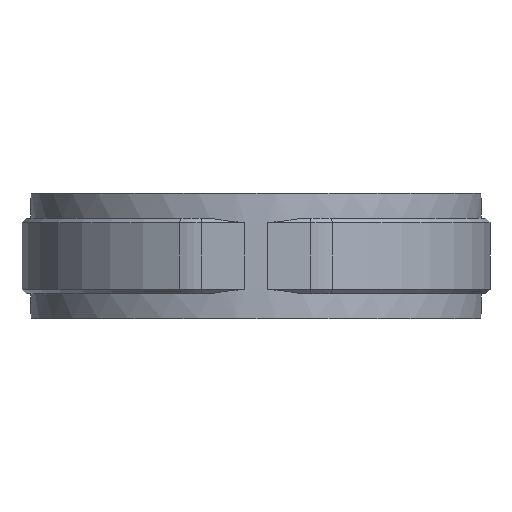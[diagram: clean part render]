
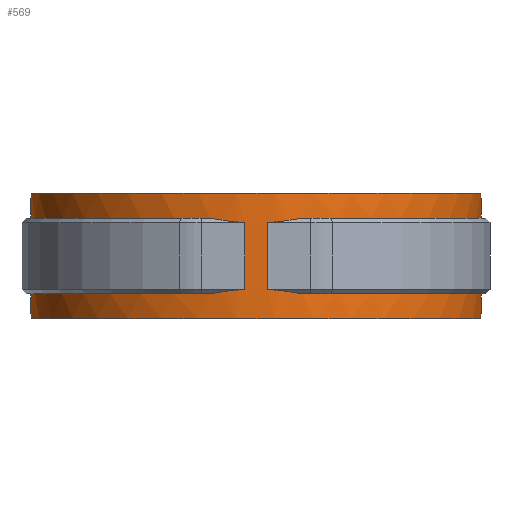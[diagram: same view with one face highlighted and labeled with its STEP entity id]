
A CAD part, front view. The second image highlights one B-rep face of the part: STEP entity #569.
In plain terms, the highlighted cylindrical face has radius 50.5 mm (diameter 101 mm), a partial arc.
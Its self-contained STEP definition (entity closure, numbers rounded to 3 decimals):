
#569 = ADVANCED_FACE( '', ( #1050 ), #1051, .T. );
#1050 = FACE_OUTER_BOUND( '', #2383, .T. );
#1051 = CYLINDRICAL_SURFACE( '', #2384, 50.5 );
#2383 = EDGE_LOOP( '', ( #5144, #5145, #5146, #5147, #5148, #5149, #5150, #5151, #5152, #5153, #5154, #5155, #5156, #5157, #5158, #5159 ) );
#2384 = AXIS2_PLACEMENT_3D( '', #5160, #5161, #5162 );
#5144 = ORIENTED_EDGE( '', *, *, #7705, .F. );
#5145 = ORIENTED_EDGE( '', *, *, #7706, .T. );
#5146 = ORIENTED_EDGE( '', *, *, #7707, .T. );
#5147 = ORIENTED_EDGE( '', *, *, #7708, .T. );
#5148 = ORIENTED_EDGE( '', *, *, #7709, .T. );
#5149 = ORIENTED_EDGE( '', *, *, #7710, .T. );
#5150 = ORIENTED_EDGE( '', *, *, #7697, .T. );
#5151 = ORIENTED_EDGE( '', *, *, #7672, .F. );
#5152 = ORIENTED_EDGE( '', *, *, #7711, .T. );
#5153 = ORIENTED_EDGE( '', *, *, #7685, .T. );
#5154 = ORIENTED_EDGE( '', *, *, #7712, .T. );
#5155 = ORIENTED_EDGE( '', *, *, #7688, .T. );
#5156 = ORIENTED_EDGE( '', *, *, #7713, .F. );
#5157 = ORIENTED_EDGE( '', *, *, #7675, .F. );
#5158 = ORIENTED_EDGE( '', *, *, #7655, .F. );
#5159 = ORIENTED_EDGE( '', *, *, #7714, .T. );
#5160 = CARTESIAN_POINT( '', ( 0., 0., -14. ) );
#5161 = DIRECTION( '', ( 0., 0., -1. ) );
#5162 = DIRECTION( '', ( -0.141, 0.99, 0. ) );
#7655 = EDGE_CURVE( '', #8904, #8906, #8907, .T. );
#7672 = EDGE_CURVE( '', #8931, #8933, #8934, .T. );
#7675 = EDGE_CURVE( '', #8906, #8923, #8938, .T. );
#7685 = EDGE_CURVE( '', #8956, #8954, #8957, .F. );
#7688 = EDGE_CURVE( '', #8961, #8959, #8962, .T. );
#7697 = EDGE_CURVE( '', #8974, #8933, #8975, .T. );
#7705 = EDGE_CURVE( '', #8984, #8985, #8986, .T. );
#7706 = EDGE_CURVE( '', #8984, #8987, #8988, .T. );
#7707 = EDGE_CURVE( '', #8987, #8989, #8990, .T. );
#7708 = EDGE_CURVE( '', #8989, #8991, #8992, .F. );
#7709 = EDGE_CURVE( '', #8991, #8993, #8994, .T. );
#7710 = EDGE_CURVE( '', #8993, #8974, #8995, .T. );
#7711 = EDGE_CURVE( '', #8931, #8956, #8996, .T. );
#7712 = EDGE_CURVE( '', #8954, #8961, #8997, .F. );
#7713 = EDGE_CURVE( '', #8923, #8959, #8998, .T. );
#7714 = EDGE_CURVE( '', #8904, #8985, #8999, .T. );
#8904 = VERTEX_POINT( '', #12730 );
#8906 = VERTEX_POINT( '', #12733 );
#8907 = CIRCLE( '', #12734, 50.5 );
#8923 = VERTEX_POINT( '', #12760 );
#8931 = VERTEX_POINT( '', #12776 );
#8933 = VERTEX_POINT( '', #12779 );
#8934 = LINE( '', #12780, #12781 );
#8938 = LINE( '', #12787, #12788 );
#8954 = VERTEX_POINT( '', #12808 );
#8956 = VERTEX_POINT( '', #12811 );
#8957 = ELLIPSE( '', #12812, 71.418, 50.5 );
#8959 = VERTEX_POINT( '', #12815 );
#8961 = VERTEX_POINT( '', #12818 );
#8962 = ELLIPSE( '', #12819, 71.418, 50.5 );
#8974 = VERTEX_POINT( '', #12839 );
#8975 = CIRCLE( '', #12840, 50.5 );
#8984 = VERTEX_POINT( '', #12855 );
#8985 = VERTEX_POINT( '', #12856 );
#8986 = CIRCLE( '', #12857, 50.5 );
#8987 = VERTEX_POINT( '', #12858 );
#8988 = ELLIPSE( '', #12859, 71.418, 50.5 );
#8989 = VERTEX_POINT( '', #12860 );
#8990 = LINE( '', #12861, #12862 );
#8991 = VERTEX_POINT( '', #12863 );
#8992 = ELLIPSE( '', #12864, 71.418, 50.5 );
#8993 = VERTEX_POINT( '', #12865 );
#8994 = CIRCLE( '', #12866, 50.5 );
#8995 = LINE( '', #12867, #12868 );
#8996 = CIRCLE( '', #12869, 50.5 );
#8997 = LINE( '', #12870, #12871 );
#8998 = CIRCLE( '', #12872, 50.5 );
#8999 = LINE( '', #12873, #12874 );
#12730 = CARTESIAN_POINT( '', ( 6., 50.142, -14. ) );
#12733 = CARTESIAN_POINT( '', ( -6., 50.142, -14. ) );
#12734 = AXIS2_PLACEMENT_3D( '', #14775, #14776, #14777 );
#12760 = CARTESIAN_POINT( '', ( -6., 50.142, -8.5 ) );
#12776 = CARTESIAN_POINT( '', ( -6., 50.142, 8.5 ) );
#12779 = CARTESIAN_POINT( '', ( -6., 50.142, 14. ) );
#12780 = CARTESIAN_POINT( '', ( -6., 50.142, -14. ) );
#12781 = VECTOR( '', #14794, 1000. );
#12787 = CARTESIAN_POINT( '', ( -6., 50.142, -14. ) );
#12788 = VECTOR( '', #14797, 1000. );
#12808 = CARTESIAN_POINT( '', ( -2.5, -50.438, 7.502 ) );
#12811 = CARTESIAN_POINT( '', ( -10.293, -49.44, 8.5 ) );
#12812 = AXIS2_PLACEMENT_3D( '', #14815, #14816, #14817 );
#12815 = CARTESIAN_POINT( '', ( -10.293, -49.44, -8.5 ) );
#12818 = CARTESIAN_POINT( '', ( -2.5, -50.438, -7.502 ) );
#12819 = AXIS2_PLACEMENT_3D( '', #14820, #14821, #14822 );
#12839 = CARTESIAN_POINT( '', ( 6., 50.142, 14. ) );
#12840 = AXIS2_PLACEMENT_3D( '', #14831, #14832, #14833 );
#12855 = CARTESIAN_POINT( '', ( 10.293, -49.44, -8.5 ) );
#12856 = CARTESIAN_POINT( '', ( 6., 50.142, -8.5 ) );
#12857 = AXIS2_PLACEMENT_3D( '', #14843, #14844, #14845 );
#12858 = CARTESIAN_POINT( '', ( 2.5, -50.438, -7.502 ) );
#12859 = AXIS2_PLACEMENT_3D( '', #14846, #14847, #14848 );
#12860 = CARTESIAN_POINT( '', ( 2.5, -50.438, 7.502 ) );
#12861 = CARTESIAN_POINT( '', ( 2.5, -50.438, -14. ) );
#12862 = VECTOR( '', #14849, 1000. );
#12863 = CARTESIAN_POINT( '', ( 10.293, -49.44, 8.5 ) );
#12864 = AXIS2_PLACEMENT_3D( '', #14850, #14851, #14852 );
#12865 = CARTESIAN_POINT( '', ( 6., 50.142, 8.5 ) );
#12866 = AXIS2_PLACEMENT_3D( '', #14853, #14854, #14855 );
#12867 = CARTESIAN_POINT( '', ( 6., 50.142, -14. ) );
#12868 = VECTOR( '', #14856, 1000. );
#12869 = AXIS2_PLACEMENT_3D( '', #14857, #14858, #14859 );
#12870 = CARTESIAN_POINT( '', ( -2.5, -50.438, -14. ) );
#12871 = VECTOR( '', #14860, 1000. );
#12872 = AXIS2_PLACEMENT_3D( '', #14861, #14862, #14863 );
#12873 = CARTESIAN_POINT( '', ( 6., 50.142, -14. ) );
#12874 = VECTOR( '', #14864, 1000. );
#14775 = CARTESIAN_POINT( '', ( 0., 0., -14. ) );
#14776 = DIRECTION( '', ( 0., 0., -1. ) );
#14777 = DIRECTION( '', ( 1., 0., 0. ) );
#14794 = DIRECTION( '', ( 0., 0., 1. ) );
#14797 = DIRECTION( '', ( 0., 0., 1. ) );
#14815 = CARTESIAN_POINT( '', ( 0., 0., 57.94 ) );
#14816 = DIRECTION( '', ( 0., 0.707, -0.707 ) );
#14817 = DIRECTION( '', ( 0., 0.707, 0.707 ) );
#14820 = CARTESIAN_POINT( '', ( 0., 0., -57.94 ) );
#14821 = DIRECTION( '', ( 0., -0.707, -0.707 ) );
#14822 = DIRECTION( '', ( 0., -0.707, 0.707 ) );
#14831 = CARTESIAN_POINT( '', ( 0., 0., 14. ) );
#14832 = DIRECTION( '', ( 0., 0., -1. ) );
#14833 = DIRECTION( '', ( 1., 0., 0. ) );
#14843 = CARTESIAN_POINT( '', ( 0., 0., -8.5 ) );
#14844 = DIRECTION( '', ( 0., 0., 1. ) );
#14845 = DIRECTION( '', ( 1., 0., 0. ) );
#14846 = CARTESIAN_POINT( '', ( 0., 0., -57.94 ) );
#14847 = DIRECTION( '', ( 0., -0.707, -0.707 ) );
#14848 = DIRECTION( '', ( 0., -0.707, 0.707 ) );
#14849 = DIRECTION( '', ( 0., 0., 1. ) );
#14850 = CARTESIAN_POINT( '', ( 0., 0., 57.94 ) );
#14851 = DIRECTION( '', ( 0., 0.707, -0.707 ) );
#14852 = DIRECTION( '', ( 0., 0.707, 0.707 ) );
#14853 = CARTESIAN_POINT( '', ( 0., 0., 8.5 ) );
#14854 = DIRECTION( '', ( 0., 0., 1. ) );
#14855 = DIRECTION( '', ( 1., 0., 0. ) );
#14856 = DIRECTION( '', ( 0., 0., 1. ) );
#14857 = CARTESIAN_POINT( '', ( 0., 0., 8.5 ) );
#14858 = DIRECTION( '', ( 0., 0., 1. ) );
#14859 = DIRECTION( '', ( 1., 0., 0. ) );
#14860 = DIRECTION( '', ( 0., 0., 1. ) );
#14861 = CARTESIAN_POINT( '', ( 0., 0., -8.5 ) );
#14862 = DIRECTION( '', ( 0., 0., 1. ) );
#14863 = DIRECTION( '', ( 1., 0., 0. ) );
#14864 = DIRECTION( '', ( 0., 0., 1. ) );
